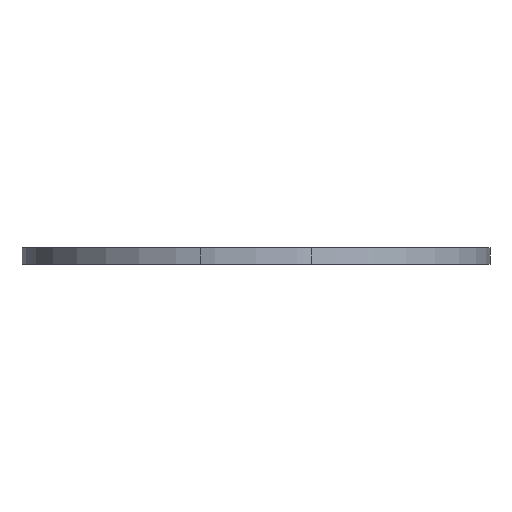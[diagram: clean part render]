
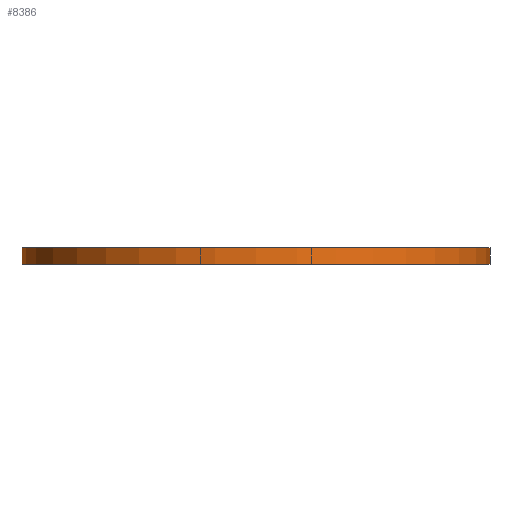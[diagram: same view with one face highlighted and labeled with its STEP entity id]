
A CAD part, front view. The second image highlights one B-rep face of the part: STEP entity #8386.
In plain terms, the highlighted cylindrical face has radius 70 mm (diameter 140 mm), a full revolution.
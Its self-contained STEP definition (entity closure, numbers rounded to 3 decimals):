
#181=CYLINDRICAL_SURFACE('',#9343,70.);
#1019=LINE('',#14423,#1762);
#1762=VECTOR('',#11773,70.);
#2144=FACE_OUTER_BOUND('',#2649,.T.);
#2649=EDGE_LOOP('',(#7434,#7435,#7436,#7437));
#2771=CIRCLE('',#8523,70.);
#3157=CIRCLE('',#9120,70.);
#3291=VERTEX_POINT('',#12098);
#3963=VERTEX_POINT('',#13863);
#4133=EDGE_CURVE('',#3291,#3291,#2771,.T.);
#5015=EDGE_CURVE('',#3963,#3963,#3157,.T.);
#5315=EDGE_CURVE('',#3291,#3963,#1019,.T.);
#7434=ORIENTED_EDGE('',*,*,#4133,.T.);
#7435=ORIENTED_EDGE('',*,*,#5315,.T.);
#7436=ORIENTED_EDGE('',*,*,#5015,.T.);
#7437=ORIENTED_EDGE('',*,*,#5315,.F.);
#8386=ADVANCED_FACE('',(#2144),#181,.T.);
#8523=AXIS2_PLACEMENT_3D('',#12099,#9469,#9470);
#9120=AXIS2_PLACEMENT_3D('',#13864,#11159,#11160);
#9343=AXIS2_PLACEMENT_3D('',#14422,#11771,#11772);
#9469=DIRECTION('center_axis',(0.,0.,-1.));
#9470=DIRECTION('ref_axis',(1.,0.,0.));
#11159=DIRECTION('center_axis',(0.,0.,1.));
#11160=DIRECTION('ref_axis',(1.,0.,0.));
#11771=DIRECTION('center_axis',(0.,0.,1.));
#11772=DIRECTION('ref_axis',(1.,0.,0.));
#11773=DIRECTION('',(0.,0.,-1.));
#12098=CARTESIAN_POINT('',(-70.,0.,209.5));
#12099=CARTESIAN_POINT('Origin',(0.,0.,
209.5));
#13863=CARTESIAN_POINT('',(-70.,0.,204.5));
#13864=CARTESIAN_POINT('Origin',(0.,0.,
204.5));
#14422=CARTESIAN_POINT('Origin',(0.,0.,
204.));
#14423=CARTESIAN_POINT('',(-70.,0.,204.));
